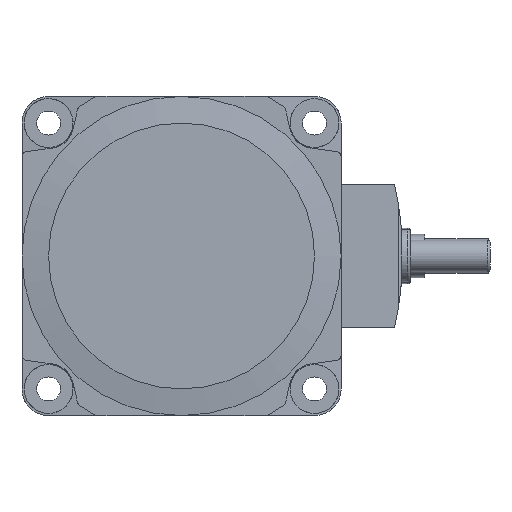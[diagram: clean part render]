
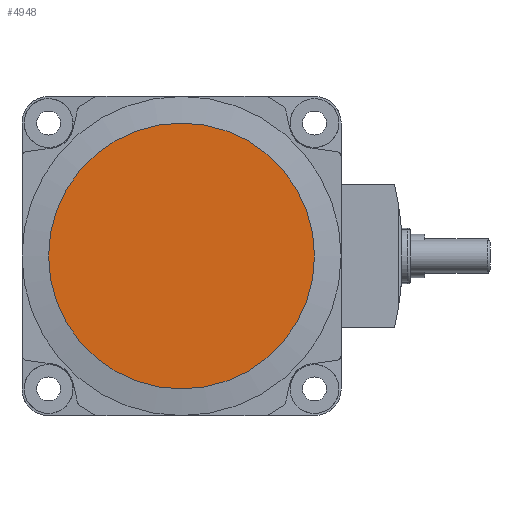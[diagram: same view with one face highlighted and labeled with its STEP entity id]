
A CAD part, left-side view. The second image highlights one B-rep face of the part: STEP entity #4948.
In plain terms, the highlighted planar face has unit normal (-1, 0, 0).
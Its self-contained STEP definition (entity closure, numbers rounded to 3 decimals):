
#313=CIRCLE('',#5436,25.);
#1529=ORIENTED_EDGE('',*,*,#2415,.F.);
#2415=EDGE_CURVE('',#2952,#2952,#313,.T.);
#2952=VERTEX_POINT('',#8259);
#4198=EDGE_LOOP('',(#1529));
#4511=FACE_BOUND('',#4198,.T.);
#4713=PLANE('',#5435);
#4948=ADVANCED_FACE('',(#4511),#4713,.F.);
#5435=AXIS2_PLACEMENT_3D('',#8257,#6739,#6740);
#5436=AXIS2_PLACEMENT_3D('',#8258,#6741,#6742);
#6739=DIRECTION('',(1.,0.,0.));
#6740=DIRECTION('',(0.,0.,-1.));
#6741=DIRECTION('',(1.,0.,0.));
#6742=DIRECTION('',(0.,0.,-1.));
#8257=CARTESIAN_POINT('',(-84.5,16.,30.));
#8258=CARTESIAN_POINT('',(-84.5,0.,0.));
#8259=CARTESIAN_POINT('',(-84.5,0.,-25.));
